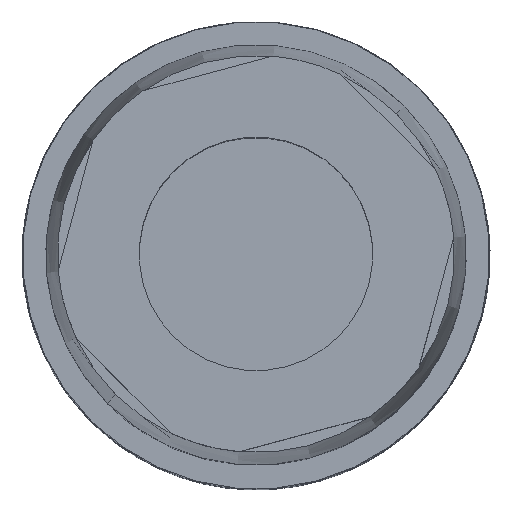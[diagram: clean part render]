
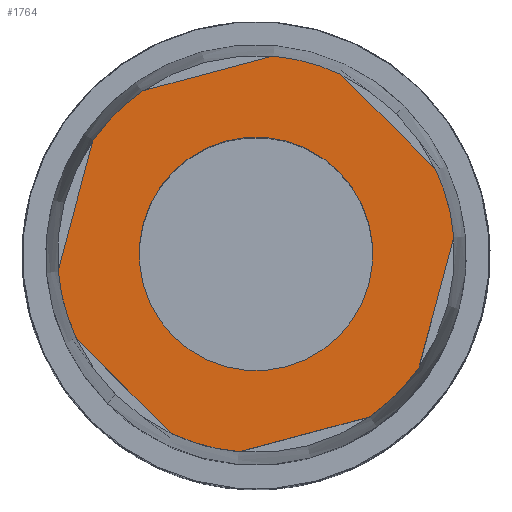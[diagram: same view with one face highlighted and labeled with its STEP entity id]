
A CAD part, top view. The second image highlights one B-rep face of the part: STEP entity #1764.
In plain terms, the highlighted planar face has unit normal (0, 0, 1).
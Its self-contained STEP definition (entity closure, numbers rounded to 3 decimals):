
#1301=AXIS2_PLACEMENT_3D('Circle Axis2P3D',#1299,#1300,$) ;
#1356=AXIS2_PLACEMENT_3D('Circle Axis2P3D',#1354,#1355,$) ;
#1404=AXIS2_PLACEMENT_3D('Circle Axis2P3D',#1402,#1403,$) ;
#1445=AXIS2_PLACEMENT_3D('Circle Axis2P3D',#1443,#1444,$) ;
#1500=AXIS2_PLACEMENT_3D('Circle Axis2P3D',#1498,#1499,$) ;
#1541=AXIS2_PLACEMENT_3D('Circle Axis2P3D',#1539,#1540,$) ;
#1730=AXIS2_PLACEMENT_3D('Plane Axis2P3D',#1727,#1728,#1729) ;
#1748=AXIS2_PLACEMENT_3D('Circle Axis2P3D',#1746,#1747,$) ;
#1757=AXIS2_PLACEMENT_3D('Circle Axis2P3D',#1755,#1756,$) ;
#1272=CARTESIAN_POINT('Vertex',(14.87,3.041,54.)) ;
#1275=CARTESIAN_POINT('Line Origine',(12.096,2.298,54.)) ;
#1279=CARTESIAN_POINT('Vertex',(9.321,1.554,54.)) ;
#1299=CARTESIAN_POINT('Axis2P3D Location',(10.025,10.025,54.)) ;
#1303=CARTESIAN_POINT('Vertex',(6.399,2.337,54.)) ;
#1323=CARTESIAN_POINT('Line Origine',(4.368,4.368,54.)) ;
#1327=CARTESIAN_POINT('Vertex',(2.337,6.399,54.)) ;
#1351=CARTESIAN_POINT('Vertex',(1.554,9.321,54.)) ;
#1354=CARTESIAN_POINT('Axis2P3D Location',(10.025,10.025,54.)) ;
#1371=CARTESIAN_POINT('Line Origine',(2.298,12.096,54.)) ;
#1375=CARTESIAN_POINT('Vertex',(3.041,14.87,54.)) ;
#1399=CARTESIAN_POINT('Vertex',(5.18,17.009,54.)) ;
#1402=CARTESIAN_POINT('Axis2P3D Location',(10.025,10.025,54.)) ;
#1419=CARTESIAN_POINT('Line Origine',(7.954,17.752,54.)) ;
#1423=CARTESIAN_POINT('Vertex',(10.729,18.496,54.)) ;
#1443=CARTESIAN_POINT('Axis2P3D Location',(10.025,10.025,54.)) ;
#1447=CARTESIAN_POINT('Vertex',(13.651,17.713,54.)) ;
#1467=CARTESIAN_POINT('Line Origine',(15.682,15.682,54.)) ;
#1471=CARTESIAN_POINT('Vertex',(17.713,13.651,54.)) ;
#1495=CARTESIAN_POINT('Vertex',(18.496,10.729,54.)) ;
#1498=CARTESIAN_POINT('Axis2P3D Location',(10.025,10.025,54.)) ;
#1515=CARTESIAN_POINT('Line Origine',(17.752,7.954,54.)) ;
#1519=CARTESIAN_POINT('Vertex',(17.009,5.18,54.)) ;
#1539=CARTESIAN_POINT('Axis2P3D Location',(10.025,10.025,54.)) ;
#1727=CARTESIAN_POINT('Axis2P3D Location',(5.252,5.252,54.)) ;
#1746=CARTESIAN_POINT('Axis2P3D Location',(10.025,10.025,54.)) ;
#1750=CARTESIAN_POINT('Vertex',(6.489,6.489,54.)) ;
#1752=CARTESIAN_POINT('Vertex',(13.561,13.561,54.)) ;
#1755=CARTESIAN_POINT('Axis2P3D Location',(10.025,10.025,54.)) ;
#1276=DIRECTION('Vector Direction',(0.966,0.259,0.)) ;
#1300=DIRECTION('Axis2P3D Direction',(0.,0.,1.)) ;
#1324=DIRECTION('Vector Direction',(0.707,-0.707,0.)) ;
#1355=DIRECTION('Axis2P3D Direction',(0.,0.,1.)) ;
#1372=DIRECTION('Vector Direction',(-0.259,-0.966,0.)) ;
#1403=DIRECTION('Axis2P3D Direction',(0.,0.,1.)) ;
#1420=DIRECTION('Vector Direction',(-0.966,-0.259,0.)) ;
#1444=DIRECTION('Axis2P3D Direction',(0.,0.,1.)) ;
#1468=DIRECTION('Vector Direction',(-0.707,0.707,0.)) ;
#1499=DIRECTION('Axis2P3D Direction',(0.,0.,1.)) ;
#1516=DIRECTION('Vector Direction',(0.259,0.966,0.)) ;
#1540=DIRECTION('Axis2P3D Direction',(0.,0.,1.)) ;
#1728=DIRECTION('Axis2P3D Direction',(0.,0.,1.)) ;
#1729=DIRECTION('Axis2P3D XDirection',(-0.707,-0.707,0.)) ;
#1747=DIRECTION('Axis2P3D Direction',(0.,0.,1.)) ;
#1756=DIRECTION('Axis2P3D Direction',(0.,0.,1.)) ;
#1277=VECTOR('Line Direction',#1276,1.) ;
#1325=VECTOR('Line Direction',#1324,1.) ;
#1373=VECTOR('Line Direction',#1372,1.) ;
#1421=VECTOR('Line Direction',#1420,1.) ;
#1469=VECTOR('Line Direction',#1468,1.) ;
#1517=VECTOR('Line Direction',#1516,1.) ;
#1733=ORIENTED_EDGE('',*,*,#1281,.T.) ;
#1734=ORIENTED_EDGE('',*,*,#1543,.T.) ;
#1735=ORIENTED_EDGE('',*,*,#1521,.T.) ;
#1736=ORIENTED_EDGE('',*,*,#1502,.T.) ;
#1737=ORIENTED_EDGE('',*,*,#1473,.T.) ;
#1738=ORIENTED_EDGE('',*,*,#1449,.T.) ;
#1739=ORIENTED_EDGE('',*,*,#1425,.T.) ;
#1740=ORIENTED_EDGE('',*,*,#1406,.T.) ;
#1741=ORIENTED_EDGE('',*,*,#1377,.T.) ;
#1742=ORIENTED_EDGE('',*,*,#1358,.T.) ;
#1743=ORIENTED_EDGE('',*,*,#1329,.T.) ;
#1744=ORIENTED_EDGE('',*,*,#1305,.T.) ;
#1761=ORIENTED_EDGE('',*,*,#1754,.F.) ;
#1762=ORIENTED_EDGE('',*,*,#1759,.F.) ;
#1763=FACE_BOUND('',#1760,.T.) ;
#1764=ADVANCED_FACE('Hauptkoerper',(#1745,#1763),#1731,.T.) ;
#1302=CIRCLE('generated circle',#1301,8.5) ;
#1357=CIRCLE('generated circle',#1356,8.5) ;
#1405=CIRCLE('generated circle',#1404,8.5) ;
#1446=CIRCLE('generated circle',#1445,8.5) ;
#1501=CIRCLE('generated circle',#1500,8.5) ;
#1542=CIRCLE('generated circle',#1541,8.5) ;
#1749=CIRCLE('generated circle',#1748,5.) ;
#1758=CIRCLE('generated circle',#1757,5.) ;
#1281=EDGE_CURVE('',#1280,#1273,#1278,.T.) ;
#1305=EDGE_CURVE('',#1304,#1280,#1302,.T.) ;
#1329=EDGE_CURVE('',#1328,#1304,#1326,.T.) ;
#1358=EDGE_CURVE('',#1352,#1328,#1357,.T.) ;
#1377=EDGE_CURVE('',#1376,#1352,#1374,.T.) ;
#1406=EDGE_CURVE('',#1400,#1376,#1405,.T.) ;
#1425=EDGE_CURVE('',#1424,#1400,#1422,.T.) ;
#1449=EDGE_CURVE('',#1448,#1424,#1446,.T.) ;
#1473=EDGE_CURVE('',#1472,#1448,#1470,.T.) ;
#1502=EDGE_CURVE('',#1496,#1472,#1501,.T.) ;
#1521=EDGE_CURVE('',#1520,#1496,#1518,.T.) ;
#1543=EDGE_CURVE('',#1273,#1520,#1542,.T.) ;
#1754=EDGE_CURVE('',#1751,#1753,#1749,.T.) ;
#1759=EDGE_CURVE('',#1753,#1751,#1758,.T.) ;
#1732=EDGE_LOOP('',(#1733,#1734,#1735,#1736,#1737,#1738,#1739,#1740,#1741,#1742,#1743,#1744)) ;
#1760=EDGE_LOOP('',(#1761,#1762)) ;
#1745=FACE_OUTER_BOUND('',#1732,.T.) ;
#1278=LINE('Line',#1275,#1277) ;
#1326=LINE('Line',#1323,#1325) ;
#1374=LINE('Line',#1371,#1373) ;
#1422=LINE('Line',#1419,#1421) ;
#1470=LINE('Line',#1467,#1469) ;
#1518=LINE('Line',#1515,#1517) ;
#1731=PLANE('',#1730) ;
#1273=VERTEX_POINT('',#1272) ;
#1280=VERTEX_POINT('',#1279) ;
#1304=VERTEX_POINT('',#1303) ;
#1328=VERTEX_POINT('',#1327) ;
#1352=VERTEX_POINT('',#1351) ;
#1376=VERTEX_POINT('',#1375) ;
#1400=VERTEX_POINT('',#1399) ;
#1424=VERTEX_POINT('',#1423) ;
#1448=VERTEX_POINT('',#1447) ;
#1472=VERTEX_POINT('',#1471) ;
#1496=VERTEX_POINT('',#1495) ;
#1520=VERTEX_POINT('',#1519) ;
#1751=VERTEX_POINT('',#1750) ;
#1753=VERTEX_POINT('',#1752) ;
